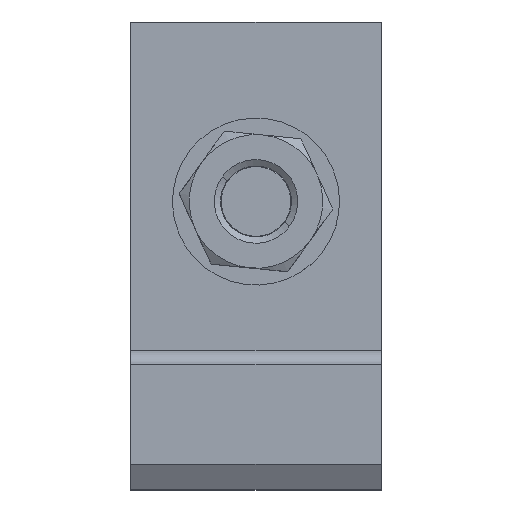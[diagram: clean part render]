
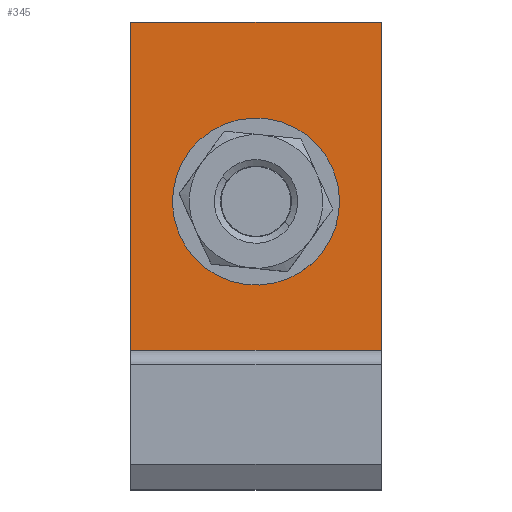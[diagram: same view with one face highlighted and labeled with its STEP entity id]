
A CAD part, top view. The second image highlights one B-rep face of the part: STEP entity #345.
In plain terms, the highlighted face is planar.
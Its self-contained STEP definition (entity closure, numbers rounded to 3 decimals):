
#5=DIRECTION('',(0.,1.,0.));
#6=VECTOR('',#5,39.291);
#7=CARTESIAN_POINT('',(0.,-39.291,-4.));
#8=LINE('',#7,#6);
#52=DIRECTION('',(1.,0.,0.));
#53=VECTOR('',#52,30.);
#54=CARTESIAN_POINT('',(0.,-39.291,-4.));
#55=LINE('',#54,#53);
#56=DIRECTION('',(1.,0.,0.));
#57=VECTOR('',#56,30.);
#58=CARTESIAN_POINT('',(0.,0.,-4.));
#59=LINE('',#58,#57);
#60=DIRECTION('',(0.,1.,0.));
#61=VECTOR('',#60,11.5);
#62=CARTESIAN_POINT('',(9.25,-27.25,-4.));
#63=LINE('',#62,#61);
#96=DIRECTION('',(0.,-1.,0.));
#97=VECTOR('',#96,39.291);
#98=CARTESIAN_POINT('',(30.,0.,-4.));
#99=LINE('',#98,#97);
#173=DIRECTION('',(-1.,0.,0.));
#174=VECTOR('',#173,11.5);
#175=CARTESIAN_POINT('',(20.75,-27.25,-4.));
#176=LINE('',#175,#174);
#181=DIRECTION('',(0.,-1.,0.));
#182=VECTOR('',#181,11.5);
#183=CARTESIAN_POINT('',(20.75,-15.75,-4.));
#184=LINE('',#183,#182);
#189=DIRECTION('',(1.,0.,0.));
#190=VECTOR('',#189,11.5);
#191=CARTESIAN_POINT('',(9.25,-15.75,-4.));
#192=LINE('',#191,#190);
#209=CARTESIAN_POINT('',(30.,0.,-4.));
#211=VERTEX_POINT('',#209);
#221=CARTESIAN_POINT('',(9.25,-27.25,-4.));
#222=CARTESIAN_POINT('',(9.25,-15.75,-4.));
#223=VERTEX_POINT('',#221);
#224=VERTEX_POINT('',#222);
#225=CARTESIAN_POINT('',(20.75,-27.25,-4.));
#226=VERTEX_POINT('',#225);
#227=CARTESIAN_POINT('',(20.75,-15.75,-4.));
#228=VERTEX_POINT('',#227);
#229=CARTESIAN_POINT('',(0.,0.,-4.));
#230=VERTEX_POINT('',#229);
#253=CARTESIAN_POINT('',(0.,-39.291,-4.));
#254=CARTESIAN_POINT('',(30.,-39.291,-4.));
#255=VERTEX_POINT('',#253);
#256=VERTEX_POINT('',#254);
#322=CARTESIAN_POINT('',(30.,0.,-4.));
#323=DIRECTION('',(0.,0.,-1.));
#324=DIRECTION('',(0.,1.,0.));
#325=AXIS2_PLACEMENT_3D('',#322,#323,#324);
#326=PLANE('',#325);
#327=ORIENTED_EDGE('',*,*,#313,.T.);
#329=ORIENTED_EDGE('',*,*,#328,.F.);
#331=ORIENTED_EDGE('',*,*,#330,.F.);
#332=ORIENTED_EDGE('',*,*,#270,.F.);
#333=EDGE_LOOP('',(#327,#329,#331,#332));
#334=FACE_OUTER_BOUND('',#333,.F.);
#336=ORIENTED_EDGE('',*,*,#335,.T.);
#338=ORIENTED_EDGE('',*,*,#337,.T.);
#340=ORIENTED_EDGE('',*,*,#339,.T.);
#342=ORIENTED_EDGE('',*,*,#341,.T.);
#343=EDGE_LOOP('',(#336,#338,#340,#342));
#344=FACE_BOUND('',#343,.F.);
#345=ADVANCED_FACE('',(#334,#344),#326,.T.);
#270=EDGE_CURVE('',#255,#230,#8,.T.);
#313=EDGE_CURVE('',#255,#256,#55,.T.);
#328=EDGE_CURVE('',#211,#256,#99,.T.);
#330=EDGE_CURVE('',#230,#211,#59,.T.);
#335=EDGE_CURVE('',#223,#224,#63,.T.);
#337=EDGE_CURVE('',#224,#228,#192,.T.);
#339=EDGE_CURVE('',#228,#226,#184,.T.);
#341=EDGE_CURVE('',#226,#223,#176,.T.);
